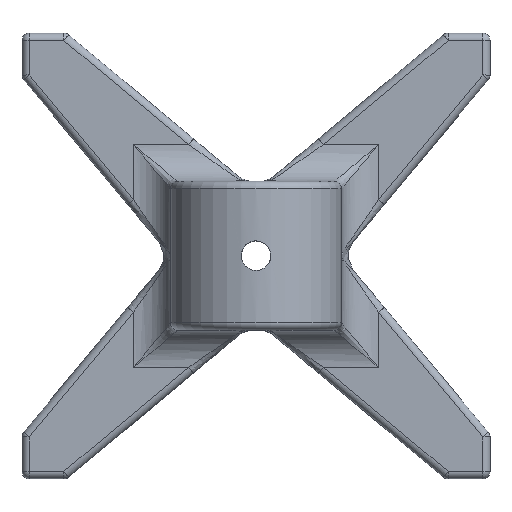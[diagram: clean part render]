
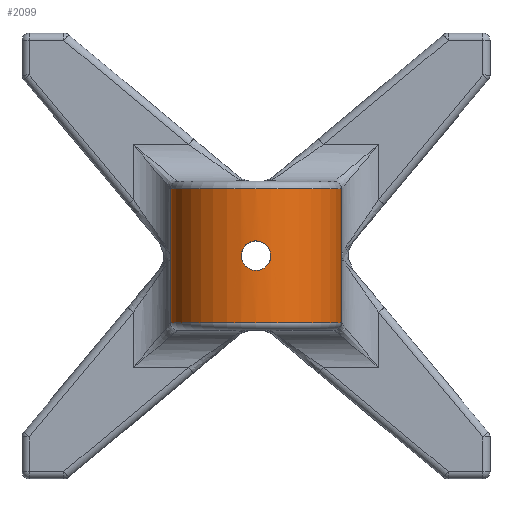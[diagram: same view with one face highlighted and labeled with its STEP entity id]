
A CAD part, top view. The second image highlights one B-rep face of the part: STEP entity #2099.
In plain terms, the highlighted cylindrical face has radius 11.5 mm (diameter 23 mm), a partial arc.
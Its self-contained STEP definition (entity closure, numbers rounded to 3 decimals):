
#142=LINE('',#3157,#272);
#143=LINE('',#3162,#273);
#272=VECTOR('',#2514,1000.);
#273=VECTOR('',#2517,1000.);
#403=CIRCLE('',#2258,11.5);
#404=CIRCLE('',#2259,11.5);
#521=ORIENTED_EDGE('',*,*,#1177,.T.);
#522=ORIENTED_EDGE('',*,*,#1178,.T.);
#523=ORIENTED_EDGE('',*,*,#1179,.F.);
#524=ORIENTED_EDGE('',*,*,#1180,.T.);
#525=ORIENTED_EDGE('',*,*,#1181,.T.);
#1177=EDGE_CURVE('',#1505,#1506,#142,.T.);
#1178=EDGE_CURVE('',#1506,#1507,#403,.F.);
#1179=EDGE_CURVE('',#1508,#1507,#143,.T.);
#1180=EDGE_CURVE('',#1508,#1505,#404,.T.);
#1181=EDGE_CURVE('',#1509,#1509,#1692,.T.);
#1505=VERTEX_POINT('',#3158);
#1506=VERTEX_POINT('',#3159);
#1507=VERTEX_POINT('',#3161);
#1508=VERTEX_POINT('',#3163);
#1509=VERTEX_POINT('',#3176);
#1692=B_SPLINE_CURVE_WITH_KNOTS('',3,(#3165,#3166,#3167,#3168,#3169,#3170,
#3171,#3172,#3173,#3174,#3175),.UNSPECIFIED.,.T.,.F.,(1,1,1,1,1,1,1,1,1,
1,1,1,1,1,1),(-0.005,-0.003,-0.002,
0.,0.002,0.003,0.005,0.006,
0.008,0.009,0.011,0.013,
0.014,0.016,0.017),.UNSPECIFIED.);
#1746=EDGE_LOOP('',(#521,#522,#523,#524));
#1747=EDGE_LOOP('',(#525));
#1898=FACE_BOUND('',#1746,.T.);
#1899=FACE_BOUND('',#1747,.T.);
#2049=CYLINDRICAL_SURFACE('',#2257,11.5);
#2099=ADVANCED_FACE('',(#1898,#1899),#2049,.T.);
#2257=AXIS2_PLACEMENT_3D('',#3156,#2512,#2513);
#2258=AXIS2_PLACEMENT_3D('',#3160,#2515,#2516);
#2259=AXIS2_PLACEMENT_3D('',#3164,#2518,#2519);
#2512=DIRECTION('',(0.,-1.,0.));
#2513=DIRECTION('',(0.,0.,-1.));
#2514=DIRECTION('',(0.,-1.,0.));
#2515=DIRECTION('',(0.,-1.,0.));
#2516=DIRECTION('',(0.,0.,-1.));
#2517=DIRECTION('',(0.,-1.,0.));
#2518=DIRECTION('',(0.,-1.,0.));
#2519=DIRECTION('',(0.,0.,-1.));
#3156=CARTESIAN_POINT('',(0.,20.,0.));
#3157=CARTESIAN_POINT('',(-11.5,20.,0.));
#3158=CARTESIAN_POINT('',(-11.5,19.,0.));
#3159=CARTESIAN_POINT('',(-11.5,1.,0.));
#3160=CARTESIAN_POINT('',(0.,1.,0.));
#3161=CARTESIAN_POINT('',(11.5,1.,0.));
#3162=CARTESIAN_POINT('',(11.5,20.,0.));
#3163=CARTESIAN_POINT('',(11.5,19.,0.));
#3164=CARTESIAN_POINT('',(0.,19.,0.));
#3165=CARTESIAN_POINT('',(1.566,11.569,11.413));
#3166=CARTESIAN_POINT('',(2.217,10.,11.281));
#3167=CARTESIAN_POINT('',(1.566,8.433,11.413));
#3168=CARTESIAN_POINT('',(0.002,7.784,11.543));
#3169=CARTESIAN_POINT('',(-1.567,8.432,11.413));
#3170=CARTESIAN_POINT('',(-2.216,9.999,11.281));
#3171=CARTESIAN_POINT('',(-1.569,11.565,11.413));
#3172=CARTESIAN_POINT('',(-0.002,12.216,11.543));
#3173=CARTESIAN_POINT('',(1.566,11.569,11.413));
#3174=CARTESIAN_POINT('',(2.217,10.,11.281));
#3175=CARTESIAN_POINT('',(1.566,8.433,11.413));
#3176=CARTESIAN_POINT('',(2.,10.,11.325));
